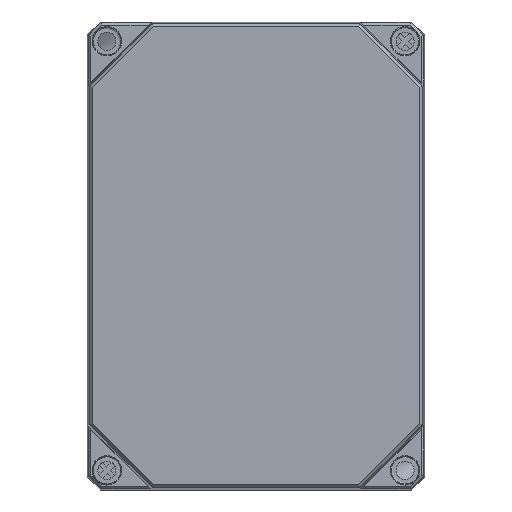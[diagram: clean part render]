
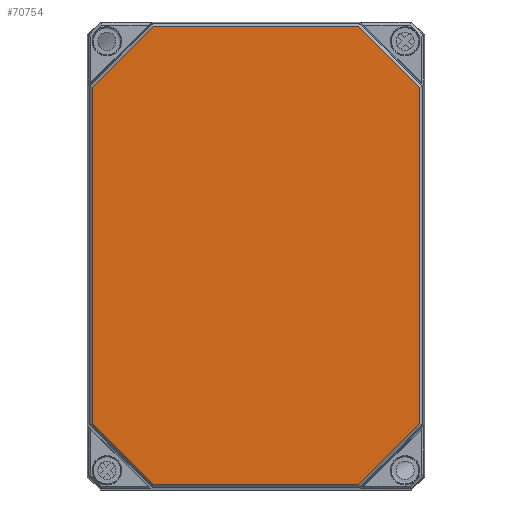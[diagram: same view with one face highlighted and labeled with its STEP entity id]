
A CAD part, top view. The second image highlights one B-rep face of the part: STEP entity #70754.
In plain terms, the highlighted planar face has unit normal (0, 0, 1).
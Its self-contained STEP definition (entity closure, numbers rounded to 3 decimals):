
#6514=PLANE('',#75467);
#11891=LINE('',#129223,#17398);
#11895=LINE('',#129229,#17402);
#11897=LINE('',#129233,#17404);
#11900=LINE('',#129238,#17407);
#11902=LINE('',#129242,#17409);
#11905=LINE('',#129247,#17412);
#11907=LINE('',#129251,#17414);
#11910=LINE('',#129255,#17417);
#17398=VECTOR('',#89916,10.);
#17402=VECTOR('',#89922,10.);
#17404=VECTOR('',#89926,10.);
#17407=VECTOR('',#89931,10.);
#17409=VECTOR('',#89935,10.);
#17412=VECTOR('',#89940,10.);
#17414=VECTOR('',#89944,10.);
#17417=VECTOR('',#89949,10.);
#21888=FACE_OUTER_BOUND('',#26200,.T.);
#26200=EDGE_LOOP('',(#65883,#65884,#65885,#65886,#65887,#65888,#65889,#65890));
#35003=VERTEX_POINT('',#129221);
#35004=VERTEX_POINT('',#129222);
#35005=VERTEX_POINT('',#129228);
#35006=VERTEX_POINT('',#129232);
#35007=VERTEX_POINT('',#129237);
#35008=VERTEX_POINT('',#129241);
#35009=VERTEX_POINT('',#129246);
#35010=VERTEX_POINT('',#129250);
#45329=EDGE_CURVE('',#35003,#35004,#11891,.T.);
#45333=EDGE_CURVE('',#35004,#35005,#11895,.T.);
#45335=EDGE_CURVE('',#35005,#35006,#11897,.T.);
#45338=EDGE_CURVE('',#35006,#35007,#11900,.T.);
#45340=EDGE_CURVE('',#35007,#35008,#11902,.T.);
#45343=EDGE_CURVE('',#35008,#35009,#11905,.T.);
#45345=EDGE_CURVE('',#35009,#35010,#11907,.T.);
#45348=EDGE_CURVE('',#35010,#35003,#11910,.T.);
#65883=ORIENTED_EDGE('',*,*,#45329,.F.);
#65884=ORIENTED_EDGE('',*,*,#45348,.F.);
#65885=ORIENTED_EDGE('',*,*,#45345,.F.);
#65886=ORIENTED_EDGE('',*,*,#45343,.F.);
#65887=ORIENTED_EDGE('',*,*,#45340,.F.);
#65888=ORIENTED_EDGE('',*,*,#45338,.F.);
#65889=ORIENTED_EDGE('',*,*,#45335,.F.);
#65890=ORIENTED_EDGE('',*,*,#45333,.F.);
#70754=ADVANCED_FACE('',(#21888),#6514,.T.);
#75467=AXIS2_PLACEMENT_3D('',#129276,#89964,#89965);
#89916=DIRECTION('',(1.,0.,0.));
#89922=DIRECTION('',(0.707,-0.707,0.));
#89926=DIRECTION('',(0.,-1.,0.));
#89931=DIRECTION('',(-0.707,-0.707,0.));
#89935=DIRECTION('',(-1.,0.,0.));
#89940=DIRECTION('',(-0.707,0.707,0.));
#89944=DIRECTION('',(0.,1.,0.));
#89949=DIRECTION('',(0.707,0.707,0.));
#89964=DIRECTION('center_axis',(0.,0.,1.));
#89965=DIRECTION('ref_axis',(1.,0.,0.));
#129221=CARTESIAN_POINT('',(-39.59,88.443,92.5));
#129222=CARTESIAN_POINT('',(39.59,88.443,92.5));
#129223=CARTESIAN_POINT('',(-30.,88.443,92.5));
#129228=CARTESIAN_POINT('',(63.193,64.84,92.5));
#129229=CARTESIAN_POINT('',(51.589,76.444,92.5));
#129232=CARTESIAN_POINT('',(63.193,-64.84,92.5));
#129233=CARTESIAN_POINT('',(63.193,42.625,92.5));
#129237=CARTESIAN_POINT('',(39.59,-88.443,92.5));
#129238=CARTESIAN_POINT('',(63.819,-64.214,92.5));
#129241=CARTESIAN_POINT('',(-39.59,-88.443,92.5));
#129242=CARTESIAN_POINT('',(30.,-88.443,92.5));
#129246=CARTESIAN_POINT('',(-63.193,-64.84,92.5));
#129247=CARTESIAN_POINT('',(-51.589,-76.444,92.5));
#129250=CARTESIAN_POINT('',(-63.193,64.84,92.5));
#129251=CARTESIAN_POINT('',(-63.193,-42.625,92.5));
#129255=CARTESIAN_POINT('',(-63.819,64.214,92.5));
#129276=CARTESIAN_POINT('Origin',(0.,0.,
92.5));
